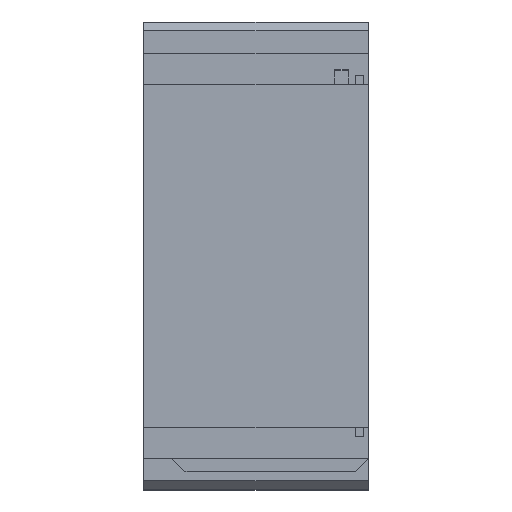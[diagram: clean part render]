
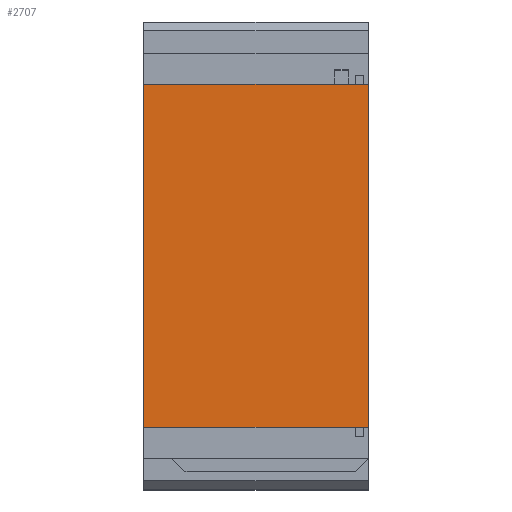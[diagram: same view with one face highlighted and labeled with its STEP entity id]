
A CAD part, top view. The second image highlights one B-rep face of the part: STEP entity #2707.
In plain terms, the highlighted planar face has unit normal (0, 0, 1).
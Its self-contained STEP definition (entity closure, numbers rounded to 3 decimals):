
#771=FACE_OUTER_BOUND($,#825,.T.);
#825=EDGE_LOOP($,(#2439,#2440,#2441,#2442));
#889=LINE($,#3920,#1557);
#890=LINE($,#3923,#1558);
#891=LINE($,#3925,#1559);
#892=LINE($,#3926,#1560);
#1557=VECTOR($,#2951,250.);
#1558=VECTOR($,#2954,381.);
#1559=VECTOR($,#2955,381.);
#1560=VECTOR($,#2956,250.);
#2219=VERTEX_POINT($,#3916);
#2220=VERTEX_POINT($,#3918);
#2221=VERTEX_POINT($,#3922);
#2222=VERTEX_POINT($,#3924);
#2305=EDGE_CURVE($,#2219,#2220,#889,.T.);
#2306=EDGE_CURVE($,#2221,#2219,#890,.T.);
#2307=EDGE_CURVE($,#2222,#2220,#891,.T.);
#2308=EDGE_CURVE($,#2221,#2222,#892,.T.);
#2439=ORIENTED_EDGE($,*,*,#2306,.T.);
#2440=ORIENTED_EDGE($,*,*,#2305,.T.);
#2441=ORIENTED_EDGE($,*,*,#2307,.F.);
#2442=ORIENTED_EDGE($,*,*,#2308,.F.);
#2655=PLANE($,#2776);
#2707=ADVANCED_FACE($,(#771),#2655,.T.);
#2776=AXIS2_PLACEMENT_3D($,#3921,#2952,#2953);
#2951=DIRECTION($,(-1.,0.,0.));
#2952=DIRECTION('center_axis',(0.,0.,1.));
#2953=DIRECTION('ref_axis',(0.,1.,0.));
#2954=DIRECTION($,(0.,1.,0.));
#2955=DIRECTION($,(0.,1.,0.));
#2956=DIRECTION($,(-1.,0.,0.));
#3916=CARTESIAN_POINT('',(250.,190.5,230.));
#3918=CARTESIAN_POINT('',(0.,190.5,230.));
#3920=CARTESIAN_POINT($,(250.,190.5,230.));
#3921=CARTESIAN_POINT('Origin',(250.,-190.5,230.));
#3922=CARTESIAN_POINT('',(250.,-190.5,230.));
#3923=CARTESIAN_POINT($,(250.,-190.5,230.));
#3924=CARTESIAN_POINT('',(0.,-190.5,230.));
#3925=CARTESIAN_POINT($,(0.,-190.5,230.));
#3926=CARTESIAN_POINT($,(250.,-190.5,230.));
